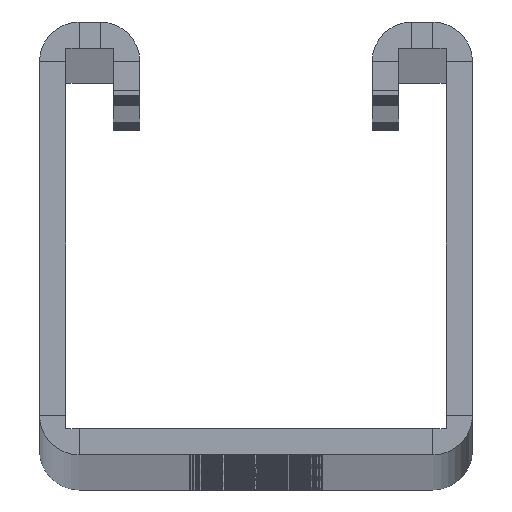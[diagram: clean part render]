
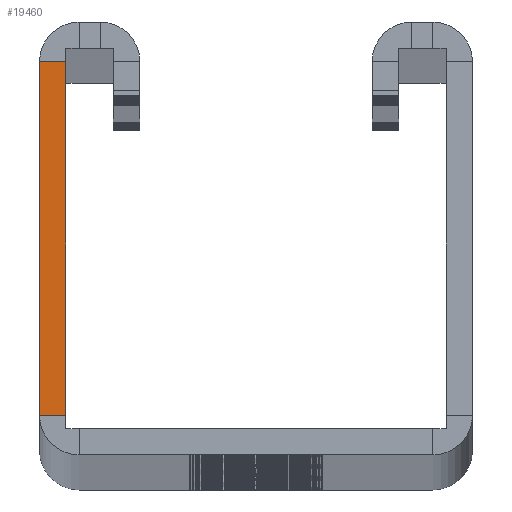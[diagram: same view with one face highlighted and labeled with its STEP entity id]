
A CAD part, top view. The second image highlights one B-rep face of the part: STEP entity #19460.
In plain terms, the highlighted planar face has unit normal (0, 0, 1).
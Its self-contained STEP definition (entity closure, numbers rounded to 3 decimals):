
#146 = FACE_OUTER_BOUND ( 'NONE', #31956, .T. ) ;
#189 = ORIENTED_EDGE ( 'NONE', *, *, #24796, .T. ) ;
#4230 = CARTESIAN_POINT ( 'NONE',  ( -20.5, 3.75, 0. ) ) ;
#4663 = DIRECTION ( 'NONE',  ( 0., 1., 0. ) ) ;
#9841 = CARTESIAN_POINT ( 'NONE',  ( -20.5, 0., 0. ) ) ;
#10258 = LINE ( 'NONE', #59440, #49164 ) ;
#16059 = CARTESIAN_POINT ( 'NONE',  ( -18., 3.75, 0. ) ) ;
#16808 = LINE ( 'NONE', #56608, #32882 ) ;
#19460 = ADVANCED_FACE ( 'NONE', ( #146 ), #30260, .T. ) ;
#20149 = VERTEX_POINT ( 'NONE', #46439 ) ;
#22330 = ORIENTED_EDGE ( 'NONE', *, *, #41362, .F. ) ;
#23131 = VECTOR ( 'NONE', #41273, 1000. ) ;
#24135 = CARTESIAN_POINT ( 'NONE',  ( -16.75, 2.5, 0. ) ) ;
#24499 = DIRECTION ( 'NONE',  ( -1., 0., 0. ) ) ;
#24796 = EDGE_CURVE ( 'NONE', #57829, #20149, #57745, .T. ) ;
#27092 = DIRECTION ( 'NONE',  ( 1., 0., 0. ) ) ;
#27982 = CARTESIAN_POINT ( 'NONE',  ( -20.5, 37.25, 0. ) ) ;
#30260 = PLANE ( 'NONE',  #69120 ) ;
#31956 = EDGE_LOOP ( 'NONE', ( #22330, #45589, #189, #61090 ) ) ;
#32882 = VECTOR ( 'NONE', #24499, 1000. ) ;
#35852 = CARTESIAN_POINT ( 'NONE',  ( -18., 0., 0. ) ) ;
#37159 = EDGE_CURVE ( 'NONE', #20149, #52519, #16808, .T. ) ;
#38992 = LINE ( 'NONE', #9841, #45768 ) ;
#41273 = DIRECTION ( 'NONE',  ( 0., 1., 0. ) ) ;
#41362 = EDGE_CURVE ( 'NONE', #53347, #52519, #38992, .T. ) ;
#41463 = EDGE_CURVE ( 'NONE', #53347, #57829, #10258, .T. ) ;
#45589 = ORIENTED_EDGE ( 'NONE', *, *, #41463, .T. ) ;
#45768 = VECTOR ( 'NONE', #4663, 1000. ) ;
#46439 = CARTESIAN_POINT ( 'NONE',  ( -18., 37.25, 0. ) ) ;
#49164 = VECTOR ( 'NONE', #27092, 1000. ) ;
#52519 = VERTEX_POINT ( 'NONE', #27982 ) ;
#53347 = VERTEX_POINT ( 'NONE', #4230 ) ;
#56474 = DIRECTION ( 'NONE',  ( 0., 0., 1. ) ) ;
#56608 = CARTESIAN_POINT ( 'NONE',  ( -18., 37.25, 0. ) ) ;
#57745 = LINE ( 'NONE', #35852, #23131 ) ;
#57829 = VERTEX_POINT ( 'NONE', #16059 ) ;
#59440 = CARTESIAN_POINT ( 'NONE',  ( -20.5, 3.75, 0. ) ) ;
#61090 = ORIENTED_EDGE ( 'NONE', *, *, #37159, .T. ) ;
#67355 = DIRECTION ( 'NONE',  ( 1., 0., 0. ) ) ;
#69120 = AXIS2_PLACEMENT_3D ( 'NONE', #24135, #56474, #67355 ) ;
